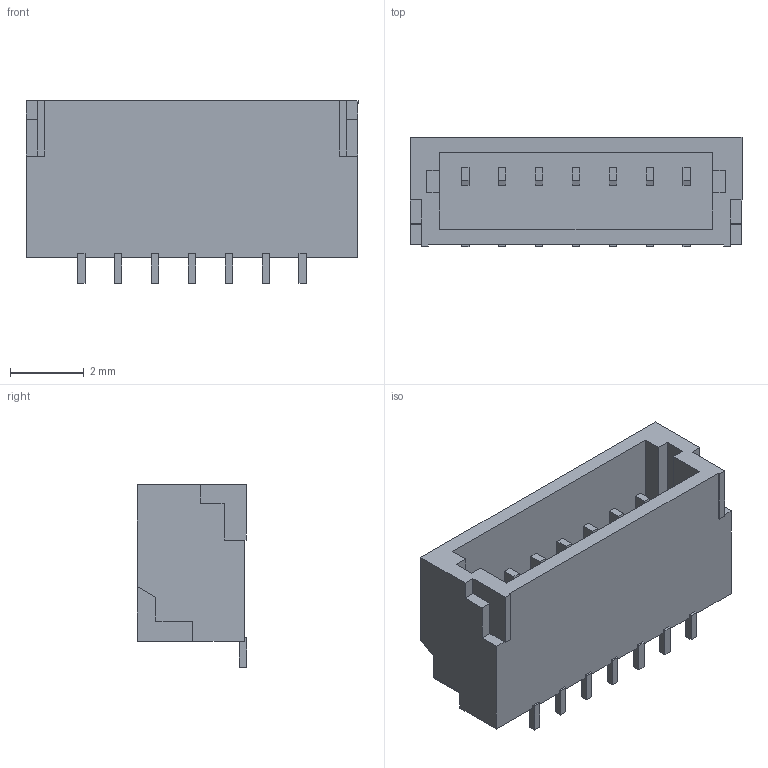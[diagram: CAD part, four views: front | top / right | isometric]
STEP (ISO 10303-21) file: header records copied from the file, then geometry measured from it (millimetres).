
FILE_DESCRIPTION(/* description */ ('STEP AP214'),/* implementation_level */ '2;1');
FILE_NAME(/* name */ 'SM07B-SRSS-TB v1.step',/* time_stamp */ '2024-08-18T21:27:56+02:00',/* author */ (''),/* organization */ (''),/* preprocessor_version */ 'ST-DEVELOPER v20',/* originating_system */ 'Autodesk Translation Framework v13.14.0.145',/* authorisation */ '');
FILE_SCHEMA (('AUTOMOTIVE_DESIGN { 1 0 10303 214 3 1 1 }'));
Length unit declared in the file: millimetre
Products named in the file (1): SM07B-SRSS
Bounding box: 9 x 2.96 x 4.95 mm (x, y, z)
Volume: 62.6 mm3; surface area: 232.9 mm2
Topology: 1 solids, 1 shells, 122 faces, 334 edges, 222 vertices
Faces by surface type: plane 122
Entity records: 3958 total; most frequent: CARTESIAN_POINT 679, ORIENTED_EDGE 668, DIRECTION 580, LINE 334, VECTOR 334, EDGE_CURVE 334, VERTEX_POINT 222, EDGE_LOOP 130
